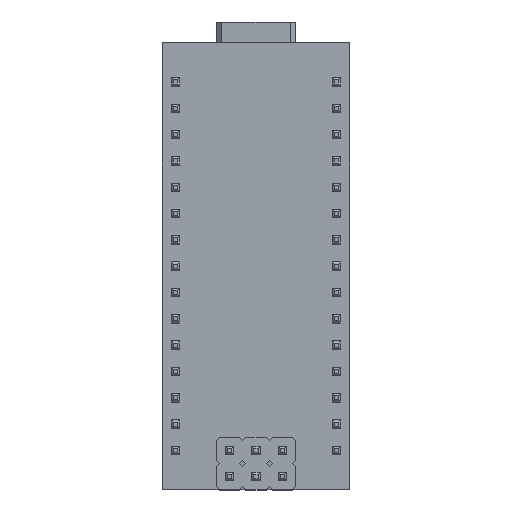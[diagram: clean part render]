
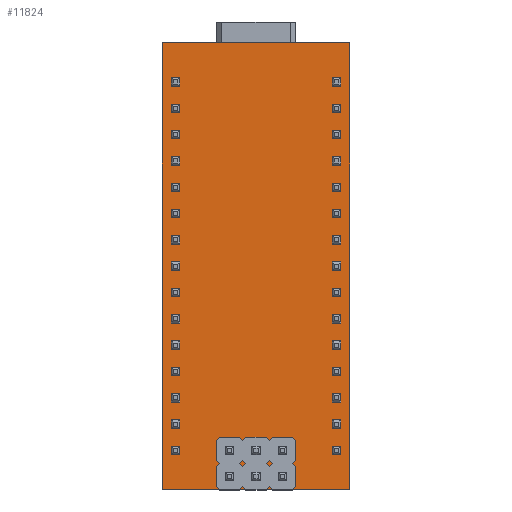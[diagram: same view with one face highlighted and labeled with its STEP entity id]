
A CAD part, top view. The second image highlights one B-rep face of the part: STEP entity #11824.
In plain terms, the highlighted planar face has unit normal (0, 0, 1).
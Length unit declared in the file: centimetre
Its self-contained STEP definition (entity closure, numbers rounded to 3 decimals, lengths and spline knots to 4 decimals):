
#63=FACE_OUTER_BOUND($,#806,.T.);
#806=EDGE_LOOP($,(#7699,#7700,#7701,#7702));
#1551=LINE($,#16586,#3249);
#1554=LINE($,#16592,#3252);
#1557=LINE($,#16598,#3255);
#1560=LINE($,#16602,#3258);
#3249=VECTOR($,#13396,4.3);
#3252=VECTOR($,#13401,1.8);
#3255=VECTOR($,#13406,4.3);
#3258=VECTOR($,#13411,1.8);
#4947=VERTEX_POINT($,#16583);
#4948=VERTEX_POINT($,#16585);
#4950=VERTEX_POINT($,#16591);
#4952=VERTEX_POINT($,#16597);
#5983=EDGE_CURVE($,#4948,#4947,#1551,.T.);
#5986=EDGE_CURVE($,#4950,#4948,#1554,.T.);
#5989=EDGE_CURVE($,#4952,#4950,#1557,.T.);
#5992=EDGE_CURVE($,#4947,#4952,#1560,.T.);
#7699=ORIENTED_EDGE($,*,*,#5992,.T.);
#7700=ORIENTED_EDGE($,*,*,#5989,.T.);
#7701=ORIENTED_EDGE($,*,*,#5986,.T.);
#7702=ORIENTED_EDGE($,*,*,#5983,.T.);
#11080=PLANE($,#12651);
#11824=ADVANCED_FACE($,(#63),#11080,.F.);
#12651=AXIS2_PLACEMENT_3D($,#16604,#13414,#13415);
#13396=DIRECTION($,(0.,1.,0.));
#13401=DIRECTION($,(1.,0.,0.));
#13406=DIRECTION($,(0.,-1.,0.));
#13411=DIRECTION($,(-1.,0.,0.));
#13414=DIRECTION('center_axis',(0.,0.,-1.));
#13415=DIRECTION('ref_axis',(-1.,0.,0.));
#16583=CARTESIAN_POINT('',(0.,4.3,0.43));
#16585=CARTESIAN_POINT('',(0.,0.,0.43));
#16586=CARTESIAN_POINT($,(0.,0.,0.43));
#16591=CARTESIAN_POINT('',(-1.8,0.,0.43));
#16592=CARTESIAN_POINT($,(-1.8,0.,0.43));
#16597=CARTESIAN_POINT('',(-1.8,4.3,0.43));
#16598=CARTESIAN_POINT($,(-1.8,4.3,0.43));
#16602=CARTESIAN_POINT($,(0.,4.3,0.43));
#16604=CARTESIAN_POINT('Origin',(-0.9,2.15,0.43));
